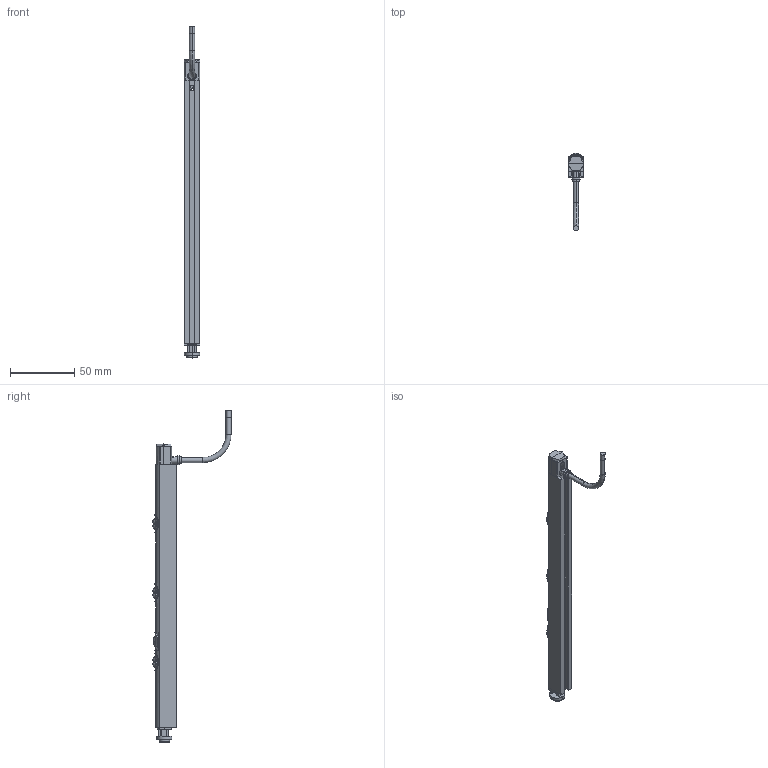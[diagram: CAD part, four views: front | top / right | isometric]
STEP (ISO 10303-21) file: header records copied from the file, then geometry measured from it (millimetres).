
FILE_DESCRIPTION((''),'2;1');
FILE_NAME('217556_ASM','2020-06-25T07:52:48',('PDMAdmin'),('BANNER ENGINEERING'),'CREO PARAMETRIC BY PTC INC, 2019292','CREO PARAMETRIC BY PTC INC, 2019292','');
FILE_SCHEMA(('CONFIG_CONTROL_DESIGN'));
Products named in the file (278): 216360_AF1; 213113_AF1; 213732_AF0; 213113_AF0_ASM; 214334_AF1; 33782_AF0; 210030_AF4; 210030_AF5; 115770_AF4; 210030_AF0; 210030_AF1; 213938_AF0; 212374_AF0; 60076_AF4; 60076_AF5; 60076_AF6; 60076_AF7; 60076_AF1; 60076_AF2; 60076_AF3; 210030_AF2; 44403_AF0; 210030_AF3; 108830_AF0; 214694_AF0; 56470_AF0; 190222_AF0; 214694_AF1; 30053_AF0; 150442_AF0; 190222_AF1; WP_26AWG_C175_H85_AF0; WP_26AWG_C175_H85_AF1; 128452_AF0; 110111_AF0; 207678_AF0; 180540_AF0; 157774_AF12; 157774_AF13; 137601_AF0 ...
Assembly tree (277 placements, depth 4):
  217556_ASM
    809517_AF0_ASM
      216360_AF1
      213113_AF0_ASM
        213113_AF1
        213732_AF0
      214334_AF2_ASM
        214334_AF1
        33782_AF0
        210030_AF4
        210030_AF5
        115770_AF4
        210030_AF0
        210030_AF1
        213938_AF0
        212374_AF0
        60076_AF4
        60076_AF5
        60076_AF6
        60076_AF7
        60076_AF1
        60076_AF2
        60076_AF3
        210030_AF2
        44403_AF0
        210030_AF3
        108830_AF0
        214694_AF0
        56470_AF0
        190222_AF0
        214694_AF1
        30053_AF0
        150442_AF0
        190222_AF1
        WP_26AWG_C175_H85_AF0
        WP_26AWG_C175_H85_AF1
        128452_AF0
        110111_AF0
        207678_AF0
        180540_AF0
        157774_AF12
        157774_AF13
        137601_AF0
        33777_AF4
        54747_AF8
        59910_AF0
        59388_AF4
        171550_AF0
        59388_AF5
        115770_AF5
        116832_AF0
        185343_AF0
        59910_AF1
        116832_AF1
        178894_AF0
        WP_26AWG_C175_H85_AF2
        171392_AF0
        200609_AF0
        210030_AF6
        207678_AF1
Bounding box: 12 x 61 x 259.3 mm (x, y, z)
Volume: 19670.6 mm3; surface area: 26945.1 mm2
Topology: 15 solids, 17 shells, 922 faces, 2400 edges, 1499 vertices
Faces by surface type: plane 346, bspline 274, cylinder 189, cone 63, sphere 18, torus 12, revolution 12, extrusion 8
Entity records: 56431 total; most frequent: CARTESIAN_POINT 30139, DIRECTION 4767, ORIENTED_EDGE 4752, EDGE_CURVE 2386, AXIS2_PLACEMENT_3D 1888, VERTEX_POINT 1499, B_SPLINE_CURVE_WITH_KNOTS 1010, VECTOR 979
